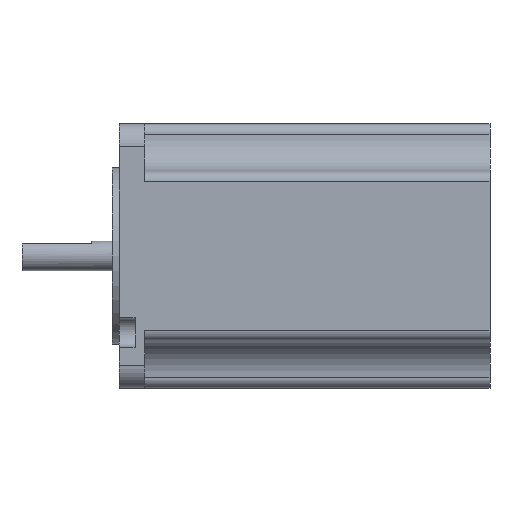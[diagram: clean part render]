
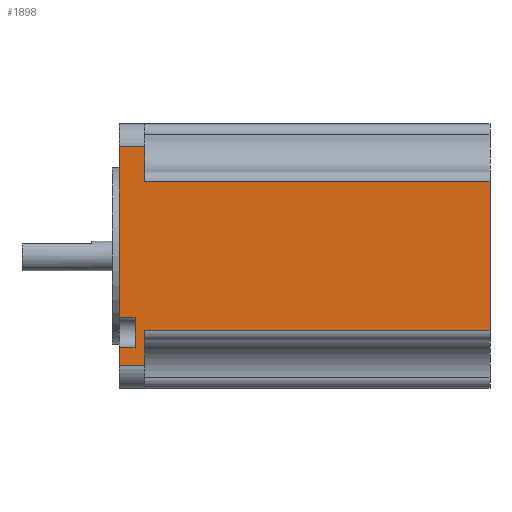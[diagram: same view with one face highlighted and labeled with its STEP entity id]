
A CAD part, left-side view. The second image highlights one B-rep face of the part: STEP entity #1898.
In plain terms, the highlighted planar face has unit normal (-1, 0, 0).
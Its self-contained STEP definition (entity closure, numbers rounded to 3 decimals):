
#55 = VERTEX_POINT ( 'NONE', #930 ) ;
#62 = CARTESIAN_POINT ( 'NONE',  ( 0., -5.5, -44.6 ) ) ;
#75 = ORIENTED_EDGE ( 'NONE', *, *, #145, .F. ) ;
#80 = CARTESIAN_POINT ( 'NONE',  ( 0., -5.5, -44.6 ) ) ;
#88 = EDGE_CURVE ( 'NONE', #1208, #1384, #780, .T. ) ;
#145 = EDGE_CURVE ( 'NONE', #1673, #390, #557, .T. ) ;
#168 = ORIENTED_EDGE ( 'NONE', *, *, #1470, .T. ) ;
#192 = CARTESIAN_POINT ( 'NONE',  ( 0., -5.5, 0. ) ) ;
#206 = VECTOR ( 'NONE', #1172, 1000. ) ;
#247 = VECTOR ( 'NONE', #2342, 1000. ) ;
#270 = EDGE_CURVE ( 'NONE', #1384, #983, #2391, .T. ) ;
#299 = VERTEX_POINT ( 'NONE', #1099 ) ;
#318 = LINE ( 'NONE', #1838, #559 ) ;
#390 = VERTEX_POINT ( 'NONE', #1112 ) ;
#404 = VERTEX_POINT ( 'NONE', #1495 ) ;
#410 = LINE ( 'NONE', #1151, #1238 ) ;
#429 = DIRECTION ( 'NONE',  ( 0., 1., 0. ) ) ;
#502 = ORIENTED_EDGE ( 'NONE', *, *, #1164, .F. ) ;
#540 = VERTEX_POINT ( 'NONE', #2106 ) ;
#557 = LINE ( 'NONE', #2072, #1566 ) ;
#559 = VECTOR ( 'NONE', #921, 1000. ) ;
#578 = EDGE_CURVE ( 'NONE', #1813, #1673, #1373, .T. ) ;
#621 = CARTESIAN_POINT ( 'NONE',  ( 0., 0., 0. ) ) ;
#660 = PLANE ( 'NONE',  #1789 ) ;
#780 = LINE ( 'NONE', #192, #859 ) ;
#805 = LINE ( 'NONE', #817, #247 ) ;
#810 = LINE ( 'NONE', #2307, #1890 ) ;
#817 = CARTESIAN_POINT ( 'NONE',  ( 0., -3.4, -48.2 ) ) ;
#818 = FACE_OUTER_BOUND ( 'NONE', #1730, .T. ) ;
#847 = CARTESIAN_POINT ( 'NONE',  ( 0., -80., -12.4 ) ) ;
#859 = VECTOR ( 'NONE', #952, 1000. ) ;
#903 = VECTOR ( 'NONE', #2401, 1000. ) ;
#921 = DIRECTION ( 'NONE',  ( 0., 0., 1. ) ) ;
#925 = EDGE_CURVE ( 'NONE', #299, #983, #810, .T. ) ;
#930 = CARTESIAN_POINT ( 'NONE',  ( 0., 0., -48.2 ) ) ;
#952 = DIRECTION ( 'NONE',  ( 0., 0., -1. ) ) ;
#983 = VERTEX_POINT ( 'NONE', #847 ) ;
#994 = ORIENTED_EDGE ( 'NONE', *, *, #925, .T. ) ;
#1018 = LINE ( 'NONE', #621, #2023 ) ;
#1099 = CARTESIAN_POINT ( 'NONE',  ( 0., -80., -44.6 ) ) ;
#1112 = CARTESIAN_POINT ( 'NONE',  ( 0., 0., -52.07 ) ) ;
#1114 = VECTOR ( 'NONE', #1255, 1000. ) ;
#1151 = CARTESIAN_POINT ( 'NONE',  ( 0., -6., -4.93 ) ) ;
#1164 = EDGE_CURVE ( 'NONE', #390, #55, #318, .T. ) ;
#1165 = ORIENTED_EDGE ( 'NONE', *, *, #1881, .F. ) ;
#1172 = DIRECTION ( 'NONE',  ( 0., 0., -1. ) ) ;
#1183 = ORIENTED_EDGE ( 'NONE', *, *, #1279, .T. ) ;
#1184 = ORIENTED_EDGE ( 'NONE', *, *, #1754, .T. ) ;
#1203 = DIRECTION ( 'NONE',  ( -1., 0., 0. ) ) ;
#1208 = VERTEX_POINT ( 'NONE', #1874 ) ;
#1238 = VECTOR ( 'NONE', #1909, 1000. ) ;
#1249 = ORIENTED_EDGE ( 'NONE', *, *, #2278, .F. ) ;
#1255 = DIRECTION ( 'NONE',  ( 0., 1., 0. ) ) ;
#1271 = ORIENTED_EDGE ( 'NONE', *, *, #88, .F. ) ;
#1279 = EDGE_CURVE ( 'NONE', #1813, #299, #1545, .T. ) ;
#1311 = VECTOR ( 'NONE', #2073, 1000. ) ;
#1334 = EDGE_CURVE ( 'NONE', #540, #2218, #805, .T. ) ;
#1373 = LINE ( 'NONE', #80, #206 ) ;
#1377 = DIRECTION ( 'NONE',  ( 0., 0., 1. ) ) ;
#1384 = VERTEX_POINT ( 'NONE', #1388 ) ;
#1388 = CARTESIAN_POINT ( 'NONE',  ( 0., -5.5, -12.4 ) ) ;
#1441 = CARTESIAN_POINT ( 'NONE',  ( 0., -3.4, -48.2 ) ) ;
#1470 = EDGE_CURVE ( 'NONE', #540, #55, #1801, .T. ) ;
#1495 = CARTESIAN_POINT ( 'NONE',  ( 0., 0., -41.8 ) ) ;
#1545 = LINE ( 'NONE', #2293, #1311 ) ;
#1566 = VECTOR ( 'NONE', #1705, 1000. ) ;
#1570 = CARTESIAN_POINT ( 'NONE',  ( 0., -80., 0. ) ) ;
#1642 = ORIENTED_EDGE ( 'NONE', *, *, #270, .F. ) ;
#1673 = VERTEX_POINT ( 'NONE', #1897 ) ;
#1705 = DIRECTION ( 'NONE',  ( 0., 1., 0. ) ) ;
#1730 = EDGE_LOOP ( 'NONE', ( #1183, #994, #1642, #1271, #1184, #1165, #1249, #1745, #168, #502, #75, #2205 ) ) ;
#1745 = ORIENTED_EDGE ( 'NONE', *, *, #1334, .F. ) ;
#1754 = EDGE_CURVE ( 'NONE', #1208, #1832, #410, .T. ) ;
#1770 = DIRECTION ( 'NONE',  ( 0., 0., 1. ) ) ;
#1789 = AXIS2_PLACEMENT_3D ( 'NONE', #1570, #1203, #1952 ) ;
#1801 = LINE ( 'NONE', #1441, #1114 ) ;
#1813 = VERTEX_POINT ( 'NONE', #62 ) ;
#1832 = VERTEX_POINT ( 'NONE', #1923 ) ;
#1838 = CARTESIAN_POINT ( 'NONE',  ( 0., 0., 0. ) ) ;
#1874 = CARTESIAN_POINT ( 'NONE',  ( 0., -5.5, -4.93 ) ) ;
#1881 = EDGE_CURVE ( 'NONE', #404, #1832, #1018, .T. ) ;
#1890 = VECTOR ( 'NONE', #1770, 1000. ) ;
#1897 = CARTESIAN_POINT ( 'NONE',  ( 0., -5.5, -52.07 ) ) ;
#1898 = ADVANCED_FACE ( 'NONE', ( #818 ), #660, .T. ) ;
#1909 = DIRECTION ( 'NONE',  ( 0., 1., 0. ) ) ;
#1920 = LINE ( 'NONE', #2301, #2066 ) ;
#1923 = CARTESIAN_POINT ( 'NONE',  ( 0., 0., -4.93 ) ) ;
#1952 = DIRECTION ( 'NONE',  ( 0., 0., 1. ) ) ;
#2023 = VECTOR ( 'NONE', #1377, 1000. ) ;
#2066 = VECTOR ( 'NONE', #429, 1000. ) ;
#2072 = CARTESIAN_POINT ( 'NONE',  ( 0., -6., -52.07 ) ) ;
#2073 = DIRECTION ( 'NONE',  ( 0., -1., 0. ) ) ;
#2106 = CARTESIAN_POINT ( 'NONE',  ( 0., -3.4, -48.2 ) ) ;
#2200 = CARTESIAN_POINT ( 'NONE',  ( 0., -5.5, -12.4 ) ) ;
#2205 = ORIENTED_EDGE ( 'NONE', *, *, #578, .F. ) ;
#2218 = VERTEX_POINT ( 'NONE', #2244 ) ;
#2244 = CARTESIAN_POINT ( 'NONE',  ( 0., -3.4, -41.8 ) ) ;
#2278 = EDGE_CURVE ( 'NONE', #2218, #404, #1920, .T. ) ;
#2293 = CARTESIAN_POINT ( 'NONE',  ( 0., -5.5, -44.6 ) ) ;
#2301 = CARTESIAN_POINT ( 'NONE',  ( 0., -3.4, -41.8 ) ) ;
#2307 = CARTESIAN_POINT ( 'NONE',  ( 0., -80., 0. ) ) ;
#2342 = DIRECTION ( 'NONE',  ( 0., 0., 1. ) ) ;
#2391 = LINE ( 'NONE', #2200, #903 ) ;
#2401 = DIRECTION ( 'NONE',  ( 0., -1., 0. ) ) ;
